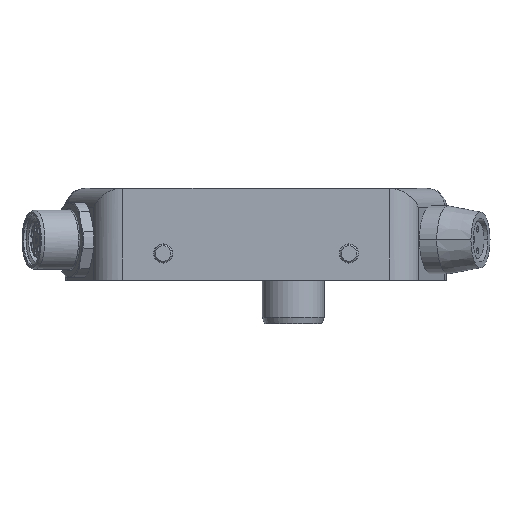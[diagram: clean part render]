
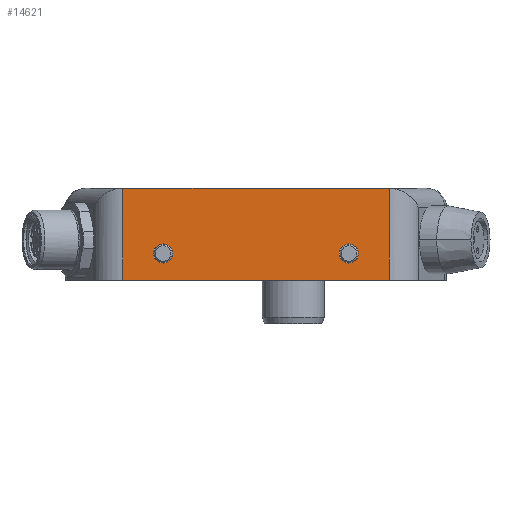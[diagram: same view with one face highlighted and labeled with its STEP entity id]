
A CAD part, front view. The second image highlights one B-rep face of the part: STEP entity #14621.
In plain terms, the highlighted planar face has unit normal (0, -1, 0).
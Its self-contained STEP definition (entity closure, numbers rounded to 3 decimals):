
#924 = LINE ( 'NONE', #7949, #5294 ) ;
#1054 = DIRECTION ( 'NONE',  ( 0., 0., 1. ) ) ;
#1073 = CIRCLE ( 'NONE', #5506, 1.55 ) ;
#1286 = DIRECTION ( 'NONE',  ( 0., 1., 0. ) ) ;
#1374 = ORIENTED_EDGE ( 'NONE', *, *, #19544, .T. ) ;
#1573 = EDGE_CURVE ( 'NONE', #4880, #13576, #924, .T. ) ;
#1951 = AXIS2_PLACEMENT_3D ( 'NONE', #10036, #1286, #6701 ) ;
#2087 = ORIENTED_EDGE ( 'NONE', *, *, #7276, .T. ) ;
#2116 = DIRECTION ( 'NONE',  ( 0., 1., 0. ) ) ;
#2956 = EDGE_LOOP ( 'NONE', ( #1374, #11237 ) ) ;
#3317 = DIRECTION ( 'NONE',  ( 0., 0., 1. ) ) ;
#3507 = EDGE_CURVE ( 'NONE', #4795, #8833, #14639, .T. ) ;
#3937 = VERTEX_POINT ( 'NONE', #5053 ) ;
#4795 = VERTEX_POINT ( 'NONE', #17397 ) ;
#4880 = VERTEX_POINT ( 'NONE', #9321 ) ;
#5046 = PLANE ( 'NONE',  #12860 ) ;
#5053 = CARTESIAN_POINT ( 'NONE',  ( 15., 32., 5.85 ) ) ;
#5112 = DIRECTION ( 'NONE',  ( 0., 1., 0. ) ) ;
#5290 = VERTEX_POINT ( 'NONE', #21099 ) ;
#5294 = VECTOR ( 'NONE', #15200, 1000. ) ;
#5436 = VECTOR ( 'NONE', #13044, 1000. ) ;
#5506 = AXIS2_PLACEMENT_3D ( 'NONE', #20869, #5112, #11087 ) ;
#6186 = ORIENTED_EDGE ( 'NONE', *, *, #16540, .T. ) ;
#6243 = CARTESIAN_POINT ( 'NONE',  ( -15., 32., 4.3 ) ) ;
#6701 = DIRECTION ( 'NONE',  ( 0., 0., 1. ) ) ;
#7276 = EDGE_CURVE ( 'NONE', #3937, #11903, #9980, .T. ) ;
#7424 = AXIS2_PLACEMENT_3D ( 'NONE', #21359, #2116, #10990 ) ;
#7730 = EDGE_LOOP ( 'NONE', ( #11784, #6186, #13540, #19405 ) ) ;
#7949 = CARTESIAN_POINT ( 'NONE',  ( -25., 32., 14.8 ) ) ;
#8077 = DIRECTION ( 'NONE',  ( 0., 1., 0. ) ) ;
#8208 = EDGE_CURVE ( 'NONE', #4880, #4795, #18054, .T. ) ;
#8833 = VERTEX_POINT ( 'NONE', #13870 ) ;
#8941 = CIRCLE ( 'NONE', #1951, 1.55 ) ;
#9321 = CARTESIAN_POINT ( 'NONE',  ( -21.499, 32., 14.8 ) ) ;
#9341 = CARTESIAN_POINT ( 'NONE',  ( -25., 32., 0. ) ) ;
#9980 = CIRCLE ( 'NONE', #7424, 1.55 ) ;
#10036 = CARTESIAN_POINT ( 'NONE',  ( 15., 32., 4.3 ) ) ;
#10567 = FACE_BOUND ( 'NONE', #12042, .T. ) ;
#10685 = ORIENTED_EDGE ( 'NONE', *, *, #10772, .T. ) ;
#10766 = VECTOR ( 'NONE', #18409, 1000. ) ;
#10772 = EDGE_CURVE ( 'NONE', #11903, #3937, #8941, .T. ) ;
#10990 = DIRECTION ( 'NONE',  ( 0., 0., 1. ) ) ;
#11082 = VECTOR ( 'NONE', #19772, 1000. ) ;
#11087 = DIRECTION ( 'NONE',  ( 0., 0., 1. ) ) ;
#11237 = ORIENTED_EDGE ( 'NONE', *, *, #14509, .T. ) ;
#11784 = ORIENTED_EDGE ( 'NONE', *, *, #3507, .T. ) ;
#11903 = VERTEX_POINT ( 'NONE', #22228 ) ;
#12042 = EDGE_LOOP ( 'NONE', ( #2087, #10685 ) ) ;
#12433 = CARTESIAN_POINT ( 'NONE',  ( -15., 32., 2.75 ) ) ;
#12770 = CARTESIAN_POINT ( 'NONE',  ( 21.499, 32., 14.8 ) ) ;
#12860 = AXIS2_PLACEMENT_3D ( 'NONE', #22768, #17583, #3317 ) ;
#13044 = DIRECTION ( 'NONE',  ( 1., 0., 0. ) ) ;
#13112 = LINE ( 'NONE', #12770, #11082 ) ;
#13540 = ORIENTED_EDGE ( 'NONE', *, *, #1573, .F. ) ;
#13576 = VERTEX_POINT ( 'NONE', #20983 ) ;
#13870 = CARTESIAN_POINT ( 'NONE',  ( 21.499, 32., 0. ) ) ;
#14509 = EDGE_CURVE ( 'NONE', #22750, #5290, #1073, .T. ) ;
#14621 = ADVANCED_FACE ( 'NONE', ( #10567, #21040, #15861 ), #5046, .F. ) ;
#14639 = LINE ( 'NONE', #9341, #5436 ) ;
#15200 = DIRECTION ( 'NONE',  ( 1., 0., 0. ) ) ;
#15861 = FACE_OUTER_BOUND ( 'NONE', #7730, .T. ) ;
#16293 = CIRCLE ( 'NONE', #22175, 1.55 ) ;
#16540 = EDGE_CURVE ( 'NONE', #8833, #13576, #13112, .T. ) ;
#17397 = CARTESIAN_POINT ( 'NONE',  ( -21.499, 32., 0. ) ) ;
#17583 = DIRECTION ( 'NONE',  ( 0., 1., 0. ) ) ;
#18054 = LINE ( 'NONE', #21965, #10766 ) ;
#18409 = DIRECTION ( 'NONE',  ( 0., 0., -1. ) ) ;
#19405 = ORIENTED_EDGE ( 'NONE', *, *, #8208, .T. ) ;
#19544 = EDGE_CURVE ( 'NONE', #5290, #22750, #16293, .T. ) ;
#19772 = DIRECTION ( 'NONE',  ( 0., 0., 1. ) ) ;
#20869 = CARTESIAN_POINT ( 'NONE',  ( -15., 32., 4.3 ) ) ;
#20983 = CARTESIAN_POINT ( 'NONE',  ( 21.499, 32., 14.8 ) ) ;
#21040 = FACE_BOUND ( 'NONE', #2956, .T. ) ;
#21099 = CARTESIAN_POINT ( 'NONE',  ( -15., 32., 5.85 ) ) ;
#21359 = CARTESIAN_POINT ( 'NONE',  ( 15., 32., 4.3 ) ) ;
#21965 = CARTESIAN_POINT ( 'NONE',  ( -21.499, 32., 14.8 ) ) ;
#22175 = AXIS2_PLACEMENT_3D ( 'NONE', #6243, #8077, #1054 ) ;
#22228 = CARTESIAN_POINT ( 'NONE',  ( 15., 32., 2.75 ) ) ;
#22750 = VERTEX_POINT ( 'NONE', #12433 ) ;
#22768 = CARTESIAN_POINT ( 'NONE',  ( -25., 32., 14.8 ) ) ;
